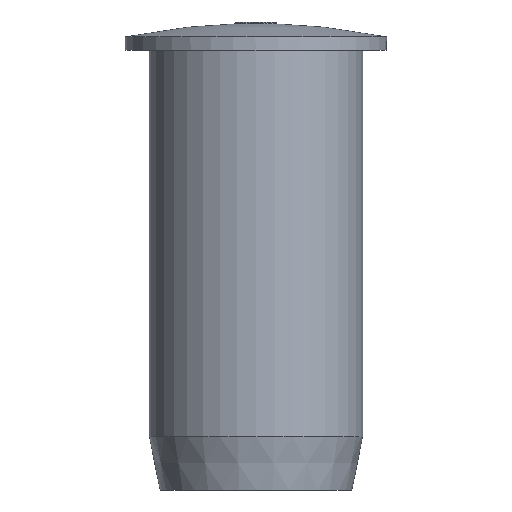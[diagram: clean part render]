
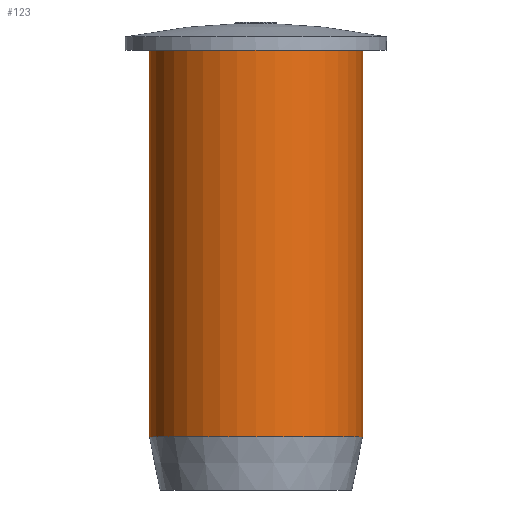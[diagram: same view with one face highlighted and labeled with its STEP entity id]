
A CAD part, front view. The second image highlights one B-rep face of the part: STEP entity #123.
In plain terms, the highlighted cylindrical face has radius 4 mm (diameter 8 mm), a full revolution.
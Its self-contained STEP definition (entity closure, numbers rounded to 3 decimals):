
#118=CYLINDRICAL_SURFACE('',#454,4.);
#123=ADVANCED_FACE('',(#162,#163),#118,.T.);
#151=CIRCLE('',#451,4.);
#152=CIRCLE('',#453,4.);
#162=FACE_BOUND('',#179,.T.);
#163=FACE_BOUND('',#180,.T.);
#179=EDGE_LOOP('',(#222));
#180=EDGE_LOOP('',(#223));
#222=ORIENTED_EDGE('',*,*,#361,.T.);
#223=ORIENTED_EDGE('',*,*,#360,.T.);
#323=VERTEX_POINT('',#679);
#324=VERTEX_POINT('',#682);
#360=EDGE_CURVE('',#323,#323,#151,.T.);
#361=EDGE_CURVE('',#324,#324,#152,.T.);
#451=AXIS2_PLACEMENT_3D('',#678,#475,#476);
#453=AXIS2_PLACEMENT_3D('',#681,#479,#480);
#454=AXIS2_PLACEMENT_3D('',#683,#481,#482);
#475=DIRECTION('',(0.,0.,-1.));
#476=DIRECTION('',(-1.,0.,0.));
#479=DIRECTION('',(0.,0.,1.));
#480=DIRECTION('',(1.,0.,0.));
#481=DIRECTION('',(0.,0.,-1.));
#482=DIRECTION('',(-1.,0.,0.));
#678=CARTESIAN_POINT('',(0.,0.,0.));
#679=CARTESIAN_POINT('',(-4.,0.,0.));
#681=CARTESIAN_POINT('',(0.,0.,-14.5));
#682=CARTESIAN_POINT('',(4.,0.,-14.5));
#683=CARTESIAN_POINT('',(0.,0.,0.));
